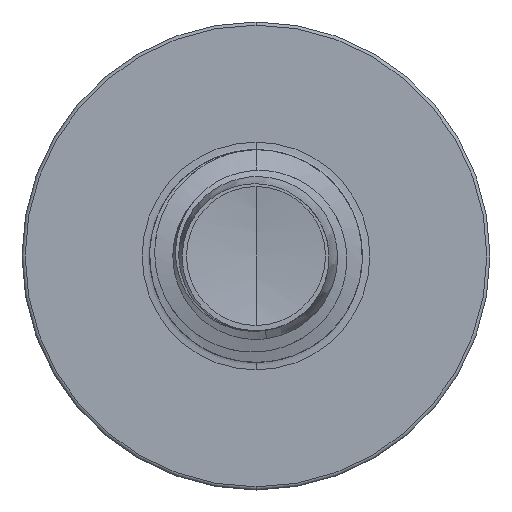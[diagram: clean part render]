
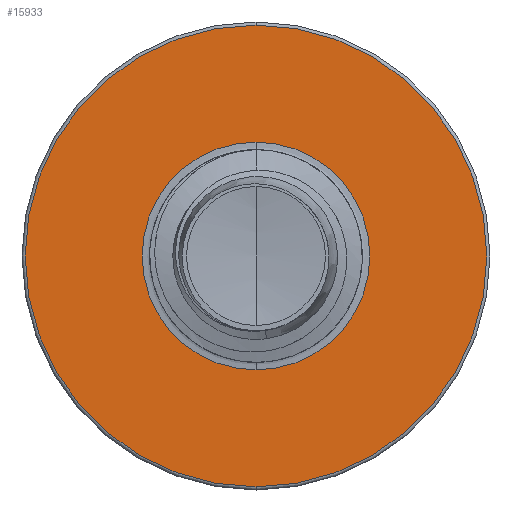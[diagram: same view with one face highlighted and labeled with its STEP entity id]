
A CAD part, front view. The second image highlights one B-rep face of the part: STEP entity #15933.
In plain terms, the highlighted planar face has unit normal (0, -1, 0).
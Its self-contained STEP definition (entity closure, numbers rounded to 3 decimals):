
#212 = AXIS2_PLACEMENT_3D ( 'NONE', #14694, #14504, #14484 ) ;
#342 = CIRCLE ( 'NONE', #4421, 5.425 ) ;
#495 = DIRECTION ( 'NONE',  ( 0., 1., 0. ) ) ;
#2543 = CARTESIAN_POINT ( 'NONE',  ( 0., 11., 2.677 ) ) ;
#2828 = ORIENTED_EDGE ( 'NONE', *, *, #19072, .T. ) ;
#2920 = CIRCLE ( 'NONE', #21580, 2.677 ) ;
#3522 = CARTESIAN_POINT ( 'NONE',  ( 0., 11., -5.425 ) ) ;
#4361 = CIRCLE ( 'NONE', #15734, 2.677 ) ;
#4421 = AXIS2_PLACEMENT_3D ( 'NONE', #21575, #21496, #21471 ) ;
#5341 = CARTESIAN_POINT ( 'NONE',  ( 0., 11., 0. ) ) ;
#7170 = VERTEX_POINT ( 'NONE', #10021 ) ;
#7707 = DIRECTION ( 'NONE',  ( 0., 0., 1. ) ) ;
#8144 = CIRCLE ( 'NONE', #16596, 5.425 ) ;
#10021 = CARTESIAN_POINT ( 'NONE',  ( 0., 11., 5.425 ) ) ;
#10313 = ORIENTED_EDGE ( 'NONE', *, *, #19113, .F. ) ;
#11361 = EDGE_LOOP ( 'NONE', ( #18808, #10313 ) ) ;
#11558 = VERTEX_POINT ( 'NONE', #2543 ) ;
#11738 = FACE_OUTER_BOUND ( 'NONE', #11361, .T. ) ;
#12354 = EDGE_CURVE ( 'NONE', #19683, #11558, #2920, .T. ) ;
#13379 = ORIENTED_EDGE ( 'NONE', *, *, #12354, .T. ) ;
#13523 = CARTESIAN_POINT ( 'NONE',  ( 0., 11., 0. ) ) ;
#13929 = VERTEX_POINT ( 'NONE', #3522 ) ;
#14484 = DIRECTION ( 'NONE',  ( 0., 0., 1. ) ) ;
#14504 = DIRECTION ( 'NONE',  ( 0., 1., 0. ) ) ;
#14524 = PLANE ( 'NONE',  #212 ) ;
#14694 = CARTESIAN_POINT ( 'NONE',  ( 0., 11., -2.677 ) ) ;
#15015 = DIRECTION ( 'NONE',  ( 0., 0., 1. ) ) ;
#15734 = AXIS2_PLACEMENT_3D ( 'NONE', #13523, #495, #15015 ) ;
#15933 = ADVANCED_FACE ( 'NONE', ( #11738, #18612 ), #14524, .F. ) ;
#16349 = CARTESIAN_POINT ( 'NONE',  ( 0., 11., -2.677 ) ) ;
#16596 = AXIS2_PLACEMENT_3D ( 'NONE', #5341, #17519, #7707 ) ;
#16925 = EDGE_CURVE ( 'NONE', #7170, #13929, #342, .T. ) ;
#17519 = DIRECTION ( 'NONE',  ( 0., 1., 0. ) ) ;
#18612 = FACE_BOUND ( 'NONE', #19693, .T. ) ;
#18808 = ORIENTED_EDGE ( 'NONE', *, *, #16925, .F. ) ;
#19072 = EDGE_CURVE ( 'NONE', #11558, #19683, #4361, .T. ) ;
#19113 = EDGE_CURVE ( 'NONE', #13929, #7170, #8144, .T. ) ;
#19683 = VERTEX_POINT ( 'NONE', #16349 ) ;
#19693 = EDGE_LOOP ( 'NONE', ( #2828, #13379 ) ) ;
#21471 = DIRECTION ( 'NONE',  ( 0., 0., 1. ) ) ;
#21496 = DIRECTION ( 'NONE',  ( 0., 1., 0. ) ) ;
#21575 = CARTESIAN_POINT ( 'NONE',  ( 0., 11., 0. ) ) ;
#21580 = AXIS2_PLACEMENT_3D ( 'NONE', #22084, #22054, #22050 ) ;
#22050 = DIRECTION ( 'NONE',  ( 0., 0., 1. ) ) ;
#22054 = DIRECTION ( 'NONE',  ( 0., 1., 0. ) ) ;
#22084 = CARTESIAN_POINT ( 'NONE',  ( 0., 11., 0. ) ) ;
